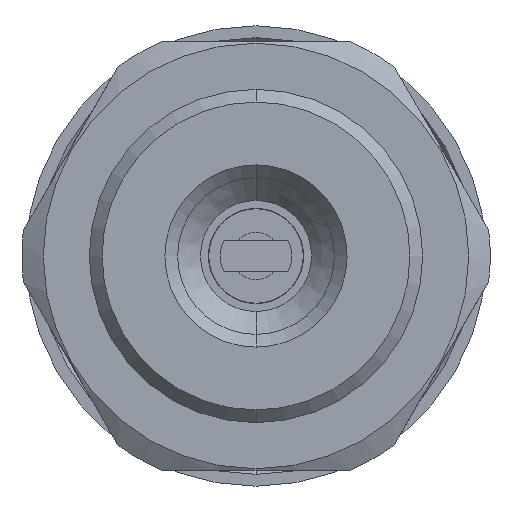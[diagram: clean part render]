
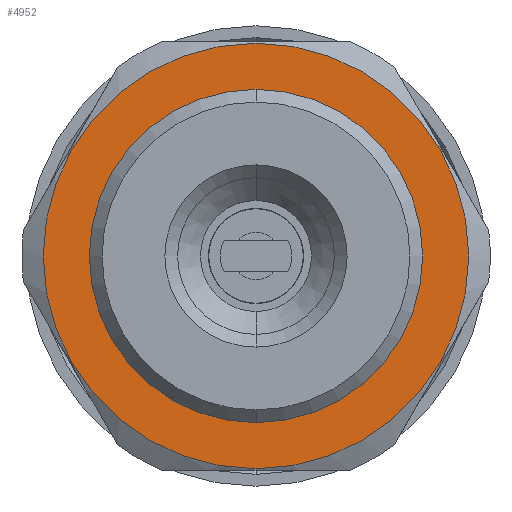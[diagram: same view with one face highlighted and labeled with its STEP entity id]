
A CAD part, front view. The second image highlights one B-rep face of the part: STEP entity #4952.
In plain terms, the highlighted planar face has unit normal (0, -1, 0).
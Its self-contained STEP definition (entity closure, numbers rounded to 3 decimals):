
#269 = FACE_BOUND ( 'NONE', #2740, .T. ) ;
#272 = DIRECTION ( 'NONE',  ( 0., -1., 0. ) ) ;
#615 = EDGE_CURVE ( 'NONE', #4255, #3209, #1183, .T. ) ;
#699 = CARTESIAN_POINT ( 'NONE',  ( 10.5, -0.52, 0. ) ) ;
#950 = AXIS2_PLACEMENT_3D ( 'NONE', #5191, #2500, #5638 ) ;
#965 = CARTESIAN_POINT ( 'NONE',  ( 0., -0.52, -10.5 ) ) ;
#1074 = DIRECTION ( 'NONE',  ( 0., -1., 0. ) ) ;
#1099 = DIRECTION ( 'NONE',  ( 0., 0., -1. ) ) ;
#1164 = PLANE ( 'NONE',  #4095 ) ;
#1183 = CIRCLE ( 'NONE', #3783, 10.5 ) ;
#1401 = DIRECTION ( 'NONE',  ( 0., -1., 0. ) ) ;
#1485 = FACE_OUTER_BOUND ( 'NONE', #1645, .T. ) ;
#1554 = VERTEX_POINT ( 'NONE', #3598 ) ;
#1603 = DIRECTION ( 'NONE',  ( 0., 0., -1. ) ) ;
#1645 = EDGE_LOOP ( 'NONE', ( #1766, #2275 ) ) ;
#1766 = ORIENTED_EDGE ( 'NONE', *, *, #2833, .T. ) ;
#1804 = CIRCLE ( 'NONE', #950, 13.4 ) ;
#2275 = ORIENTED_EDGE ( 'NONE', *, *, #2622, .T. ) ;
#2318 = CIRCLE ( 'NONE', #2867, 13.4 ) ;
#2454 = CARTESIAN_POINT ( 'NONE',  ( 0., -0.52, -13.4 ) ) ;
#2500 = DIRECTION ( 'NONE',  ( 0., -1., 0. ) ) ;
#2516 = VERTEX_POINT ( 'NONE', #2454 ) ;
#2622 = EDGE_CURVE ( 'NONE', #2516, #1554, #1804, .T. ) ;
#2650 = CARTESIAN_POINT ( 'NONE',  ( 0., -0.52, 10.5 ) ) ;
#2740 = EDGE_LOOP ( 'NONE', ( #5142, #5490 ) ) ;
#2833 = EDGE_CURVE ( 'NONE', #1554, #2516, #2318, .T. ) ;
#2867 = AXIS2_PLACEMENT_3D ( 'NONE', #4035, #1401, #4481 ) ;
#2899 = CARTESIAN_POINT ( 'NONE',  ( 0., -0.52, 0. ) ) ;
#2910 = EDGE_CURVE ( 'NONE', #3209, #4255, #5466, .T. ) ;
#3209 = VERTEX_POINT ( 'NONE', #2650 ) ;
#3359 = DIRECTION ( 'NONE',  ( 0., 0., -1. ) ) ;
#3598 = CARTESIAN_POINT ( 'NONE',  ( 0., -0.52, 13.4 ) ) ;
#3690 = CARTESIAN_POINT ( 'NONE',  ( 0., -0.52, 0. ) ) ;
#3783 = AXIS2_PLACEMENT_3D ( 'NONE', #3690, #1074, #1099 ) ;
#4035 = CARTESIAN_POINT ( 'NONE',  ( 0., -0.52, 0. ) ) ;
#4095 = AXIS2_PLACEMENT_3D ( 'NONE', #699, #4258, #1603 ) ;
#4255 = VERTEX_POINT ( 'NONE', #965 ) ;
#4258 = DIRECTION ( 'NONE',  ( 0., -1., 0. ) ) ;
#4481 = DIRECTION ( 'NONE',  ( 0., 0., -1. ) ) ;
#4952 = ADVANCED_FACE ( 'NONE', ( #1485, #269 ), #1164, .T. ) ;
#5142 = ORIENTED_EDGE ( 'NONE', *, *, #615, .F. ) ;
#5191 = CARTESIAN_POINT ( 'NONE',  ( 0., -0.52, 0. ) ) ;
#5466 = CIRCLE ( 'NONE', #5579, 10.5 ) ;
#5490 = ORIENTED_EDGE ( 'NONE', *, *, #2910, .F. ) ;
#5579 = AXIS2_PLACEMENT_3D ( 'NONE', #2899, #272, #3359 ) ;
#5638 = DIRECTION ( 'NONE',  ( 0., 0., -1. ) ) ;
